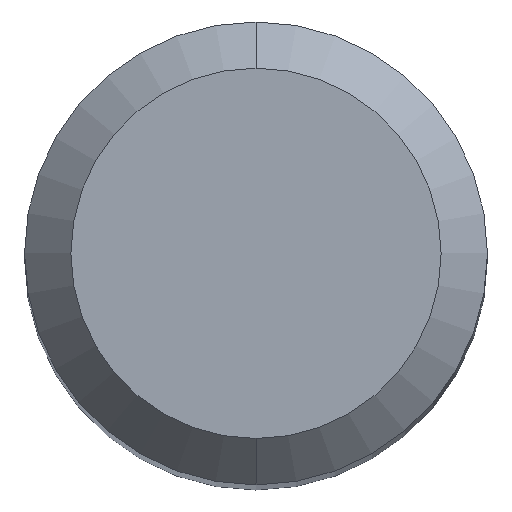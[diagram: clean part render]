
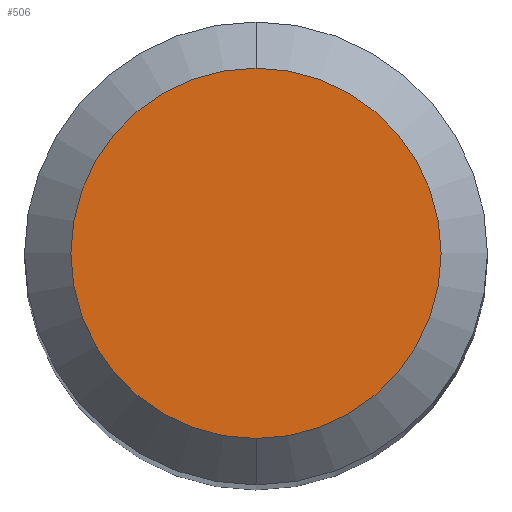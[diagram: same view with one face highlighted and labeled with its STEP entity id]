
A CAD part, top view. The second image highlights one B-rep face of the part: STEP entity #506.
In plain terms, the highlighted planar face has unit normal (0, 0, 1).
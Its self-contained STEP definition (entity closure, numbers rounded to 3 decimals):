
#23 = VERTEX_POINT ( 'NONE', #122 ) ;
#57 = DIRECTION ( 'NONE',  ( 0., 0., 1. ) ) ;
#75 = DIRECTION ( 'NONE',  ( 0., 1., 0. ) ) ;
#85 = EDGE_CURVE ( 'NONE', #23, #556, #272, .T. ) ;
#104 = FACE_OUTER_BOUND ( 'NONE', #248, .T. ) ;
#122 = CARTESIAN_POINT ( 'NONE',  ( 0., 2.4, 55. ) ) ;
#155 = ORIENTED_EDGE ( 'NONE', *, *, #538, .F. ) ;
#185 = AXIS2_PLACEMENT_3D ( 'NONE', #442, #57, #404 ) ;
#204 = DIRECTION ( 'NONE',  ( 0., 0., -1. ) ) ;
#210 = ORIENTED_EDGE ( 'NONE', *, *, #85, .F. ) ;
#230 = AXIS2_PLACEMENT_3D ( 'NONE', #398, #433, #303 ) ;
#248 = EDGE_LOOP ( 'NONE', ( #210, #155 ) ) ;
#253 = AXIS2_PLACEMENT_3D ( 'NONE', #409, #204, #75 ) ;
#269 = PLANE ( 'NONE',  #185 ) ;
#272 = CIRCLE ( 'NONE', #230, 2.4 ) ;
#303 = DIRECTION ( 'NONE',  ( 0., 1., 0. ) ) ;
#398 = CARTESIAN_POINT ( 'NONE',  ( 0., 0., 55. ) ) ;
#404 = DIRECTION ( 'NONE',  ( 0., -1., 0. ) ) ;
#409 = CARTESIAN_POINT ( 'NONE',  ( 0., 0., 55. ) ) ;
#433 = DIRECTION ( 'NONE',  ( 0., 0., -1. ) ) ;
#442 = CARTESIAN_POINT ( 'NONE',  ( 0., 0., 55. ) ) ;
#451 = CARTESIAN_POINT ( 'NONE',  ( 0., -2.4, 55. ) ) ;
#506 = ADVANCED_FACE ( 'NONE', ( #104 ), #269, .T. ) ;
#526 = CIRCLE ( 'NONE', #253, 2.4 ) ;
#538 = EDGE_CURVE ( 'NONE', #556, #23, #526, .T. ) ;
#556 = VERTEX_POINT ( 'NONE', #451 ) ;
